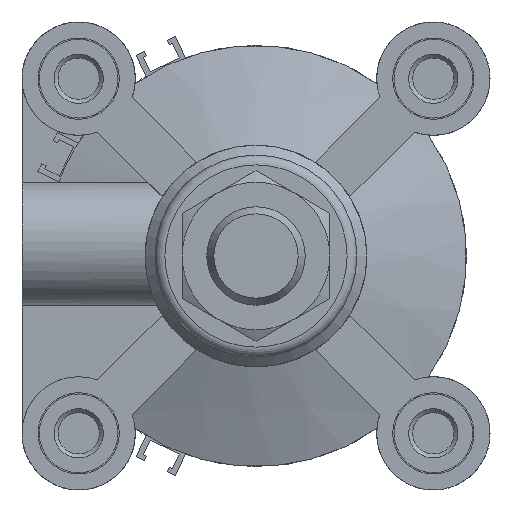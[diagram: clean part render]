
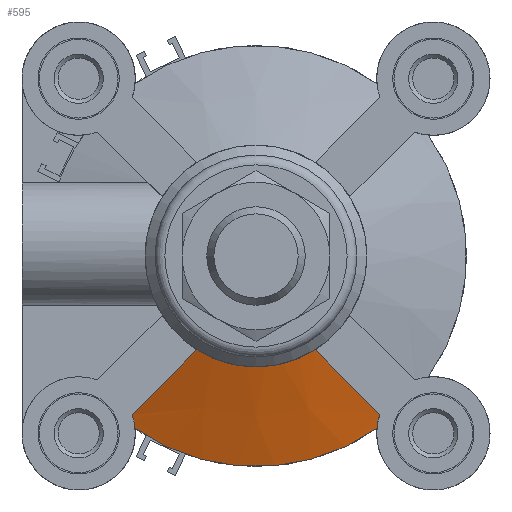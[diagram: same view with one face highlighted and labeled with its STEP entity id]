
A CAD part, left-side view. The second image highlights one B-rep face of the part: STEP entity #595.
In plain terms, the highlighted conical face has half-angle 70 degrees and reference radius 42.75 mm.
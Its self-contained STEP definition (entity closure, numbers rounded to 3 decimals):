
#595 = ADVANCED_FACE( '', ( #1326 ), #1327, .T. );
#1326 = FACE_OUTER_BOUND( '', #2258, .T. );
#1327 = CONICAL_SURFACE( '', #2259, 42.75, 1.222 );
#2258 = EDGE_LOOP( '', ( #3617, #3618, #3619, #3620, #3621, #3622 ) );
#2259 = AXIS2_PLACEMENT_3D( '', #3623, #3624, #3625 );
#3617 = ORIENTED_EDGE( '', *, *, #5513, .F. );
#3618 = ORIENTED_EDGE( '', *, *, #5514, .F. );
#3619 = ORIENTED_EDGE( '', *, *, #5515, .F. );
#3620 = ORIENTED_EDGE( '', *, *, #5285, .F. );
#3621 = ORIENTED_EDGE( '', *, *, #5127, .T. );
#3622 = ORIENTED_EDGE( '', *, *, #5516, .F. );
#3623 = CARTESIAN_POINT( '', ( 16., 0., 0. ) );
#3624 = DIRECTION( '', ( -1., 0., 0. ) );
#3625 = DIRECTION( '', ( 0., 0., 1. ) );
#5127 = EDGE_CURVE( '', #6013, #6010, #6014, .T. );
#5285 = EDGE_CURVE( '', #6013, #6282, #6283, .T. );
#5513 = EDGE_CURVE( '', #6655, #6656, #6657, .T. );
#5514 = EDGE_CURVE( '', #6658, #6655, #6659, .T. );
#5515 = EDGE_CURVE( '', #6282, #6658, #6660, .T. );
#5516 = EDGE_CURVE( '', #6656, #6010, #6661, .T. );
#6010 = VERTEX_POINT( '', #7321 );
#6013 = VERTEX_POINT( '', #7325 );
#6014 = CIRCLE( '', #7326, 42.75 );
#6282 = VERTEX_POINT( '', #7715 );
#6283 = B_SPLINE_CURVE_WITH_KNOTS( '', 3, ( #7716, #7717, #7718, #7719 ), .UNSPECIFIED., .F., .F., ( 4, 4 ), ( 0., 0.003 ), .UNSPECIFIED. );
#6655 = VERTEX_POINT( '', #8311 );
#6656 = VERTEX_POINT( '', #8312 );
#6657 = B_SPLINE_CURVE_WITH_KNOTS( '', 3, ( #8313, #8314, #8315, #8316, #8317, #8318 ), .UNSPECIFIED., .F., .F., ( 4, 2, 4 ), ( 0.049, 0.059, 0.069 ), .UNSPECIFIED. );
#6658 = VERTEX_POINT( '', #8319 );
#6659 = CIRCLE( '', #8320, 22.5 );
#6660 = B_SPLINE_CURVE_WITH_KNOTS( '', 3, ( #8321, #8322, #8323, #8324, #8325, #8326 ), .UNSPECIFIED., .F., .F., ( 4, 2, 4 ), ( 0.033, 0.043, 0.053 ), .UNSPECIFIED. );
#6661 = B_SPLINE_CURVE_WITH_KNOTS( '', 3, ( #8327, #8328, #8329, #8330, #8331, #8332 ), .UNSPECIFIED., .F., .F., ( 4, 2, 4 ), ( 0.013, 0.015, 0.016 ), .UNSPECIFIED. );
#7321 = CARTESIAN_POINT( '', ( 16., -24.543, 35.003 ) );
#7325 = CARTESIAN_POINT( '', ( 16., 24.543, 35.003 ) );
#7326 = AXIS2_PLACEMENT_3D( '', #9219, #9220, #9221 );
#7715 = CARTESIAN_POINT( '', ( 16.687, 25.142, 32.213 ) );
#7716 = CARTESIAN_POINT( '', ( 16., 24.543, 35.003 ) );
#7717 = CARTESIAN_POINT( '', ( 16.266, 24.626, 34.052 ) );
#7718 = CARTESIAN_POINT( '', ( 16.497, 24.824, 33.122 ) );
#7719 = CARTESIAN_POINT( '', ( 16.687, 25.142, 32.213 ) );
#8311 = CARTESIAN_POINT( '', ( 23.37, -11.977, 19.048 ) );
#8312 = CARTESIAN_POINT( '', ( 16.687, -25.142, 32.213 ) );
#8313 = CARTESIAN_POINT( '', ( 23.37, -11.977, 19.048 ) );
#8314 = CARTESIAN_POINT( '', ( 22.268, -14.173, 21.244 ) );
#8315 = CARTESIAN_POINT( '', ( 21.156, -16.368, 23.439 ) );
#8316 = CARTESIAN_POINT( '', ( 18.926, -20.756, 27.827 ) );
#8317 = CARTESIAN_POINT( '', ( 17.807, -22.949, 30.02 ) );
#8318 = CARTESIAN_POINT( '', ( 16.687, -25.142, 32.213 ) );
#8319 = CARTESIAN_POINT( '', ( 23.37, 11.977, 19.048 ) );
#8320 = AXIS2_PLACEMENT_3D( '', #9736, #9737, #9738 );
#8321 = CARTESIAN_POINT( '', ( 16.687, 25.142, 32.213 ) );
#8322 = CARTESIAN_POINT( '', ( 17.807, 22.949, 30.02 ) );
#8323 = CARTESIAN_POINT( '', ( 18.926, 20.756, 27.827 ) );
#8324 = CARTESIAN_POINT( '', ( 21.156, 16.368, 23.439 ) );
#8325 = CARTESIAN_POINT( '', ( 22.268, 14.173, 21.244 ) );
#8326 = CARTESIAN_POINT( '', ( 23.37, 11.977, 19.048 ) );
#8327 = CARTESIAN_POINT( '', ( 16.687, -25.142, 32.213 ) );
#8328 = CARTESIAN_POINT( '', ( 16.593, -24.984, 32.664 ) );
#8329 = CARTESIAN_POINT( '', ( 16.487, -24.855, 33.124 ) );
#8330 = CARTESIAN_POINT( '', ( 16.256, -24.655, 34.06 ) );
#8331 = CARTESIAN_POINT( '', ( 16.132, -24.584, 34.53 ) );
#8332 = CARTESIAN_POINT( '', ( 16., -24.543, 35.003 ) );
#9219 = CARTESIAN_POINT( '', ( 16., 0., 0. ) );
#9220 = DIRECTION( '', ( 1., 0., 0. ) );
#9221 = DIRECTION( '', ( 0., 0., -1. ) );
#9736 = CARTESIAN_POINT( '', ( 23.37, 0., 0. ) );
#9737 = DIRECTION( '', ( 1., 0., 0. ) );
#9738 = DIRECTION( '', ( 0., 0., -1. ) );
